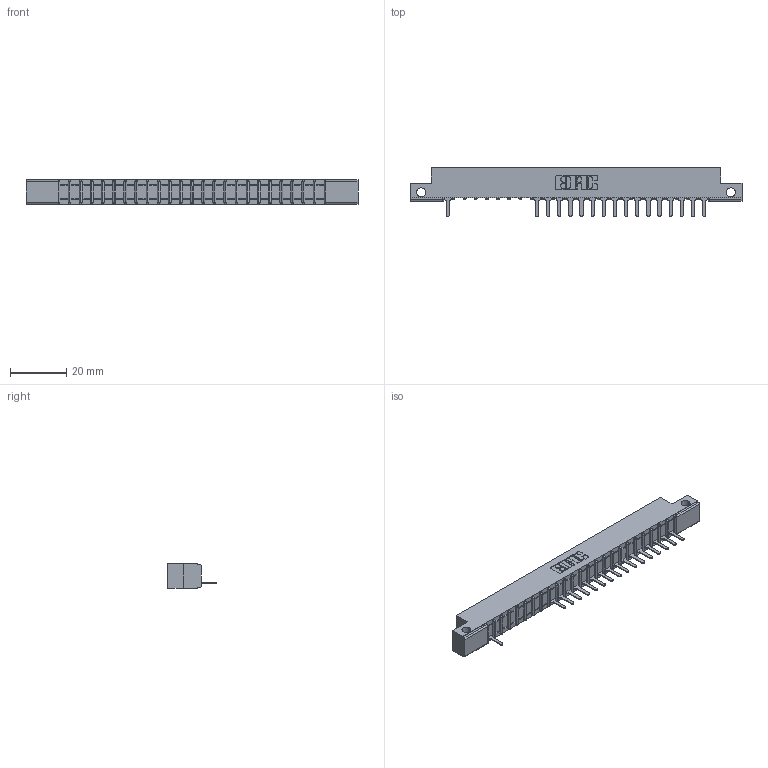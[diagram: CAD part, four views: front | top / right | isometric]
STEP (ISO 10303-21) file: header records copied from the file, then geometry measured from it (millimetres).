
FILE_DESCRIPTION (( 'STEP AP203' ), '1' );
FILE_NAME ('307-024-525-112.STEP', '2018-08-04T05:50:01', ( '' ), ( '' ), 'SwSTEP 2.0', 'SolidWorks 2016', '' );
FILE_SCHEMA (( 'CONFIG_CONTROL_DESIGN' ));
Length unit declared in the file: inch
Products named in the file (3): 307-290-001_525; 307-024-525-112; 307 Part_.128 Dia Side Mounting Holes
Assembly tree (18 placements, depth 2):
  307-024-525-112
    307 Part_.128 Dia Side Mounting Holes
    307-290-001_525  x17
Bounding box: 118.11 x 17.42 x 8.71 mm (x, y, z)
Volume: 7261.4 mm3; surface area: 10472.9 mm2
Topology: 18 solids, 18 shells, 1235 faces, 3525 edges, 2258 vertices
Faces by surface type: plane 783, cylinder 402, sphere 50
Entity records: 22540 total; most frequent: CARTESIAN_POINT 3821, ORIENTED_EDGE 3814, DIRECTION 3719, EDGE_CURVE 1907, LINE 1455, VECTOR 1455, VERTEX_POINT 1234, AXIS2_PLACEMENT_3D 1132
